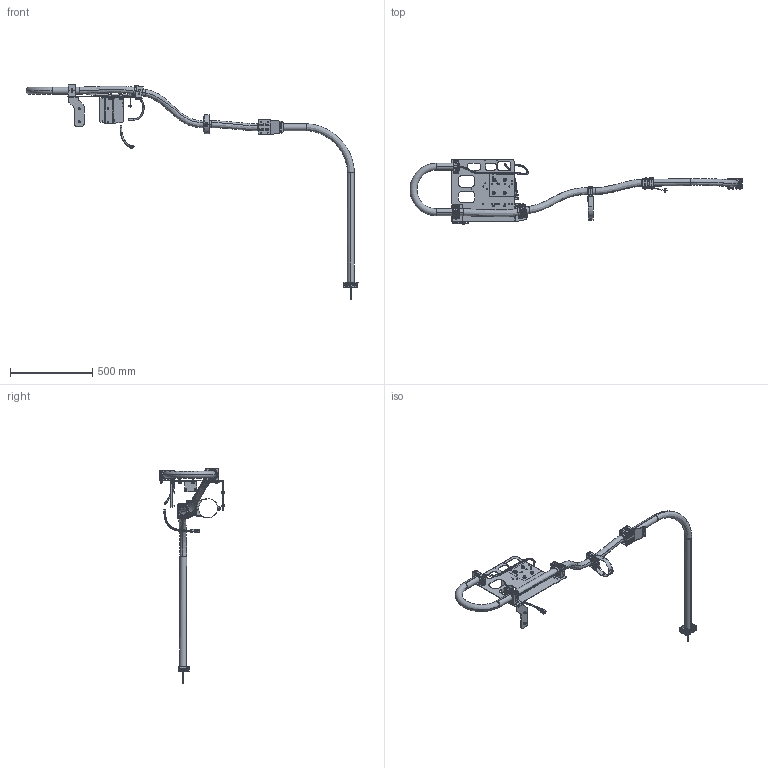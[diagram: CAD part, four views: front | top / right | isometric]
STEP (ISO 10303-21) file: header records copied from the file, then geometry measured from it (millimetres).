
FILE_DESCRIPTION (( 'STEP AP203' ), '1' );
FILE_NAME ('P0467.STEP', '2019-05-23T11:53:39', ( 'RSPlokal' ), ( 'Microsoft' ), 'SwSTEP 2.0', 'SolidWorks 2017', '' );
FILE_SCHEMA (( 'CONFIG_CONTROL_DESIGN' ));
Length unit declared in the file: millimetre
Products named in the file (1): P0467
Bounding box: 2021.57 x 399.18 x 1304.54 mm (x, y, z)
Volume: 2534279.8 mm3; surface area: 1725720.5 mm2
Topology: 70 solids, 70 shells, 4249 faces, 10757 edges, 6668 vertices
Faces by surface type: cylinder 1624, plane 1515, bspline 612, torus 208, cone 202, sphere 88
Entity records: 162340 total; most frequent: CARTESIAN_POINT 62118, ORIENTED_EDGE 21242, DIRECTION 20781, EDGE_CURVE 10621, AXIS2_PLACEMENT_3D 7854, VERTEX_POINT 6668, VECTOR 5073, LINE 5073
